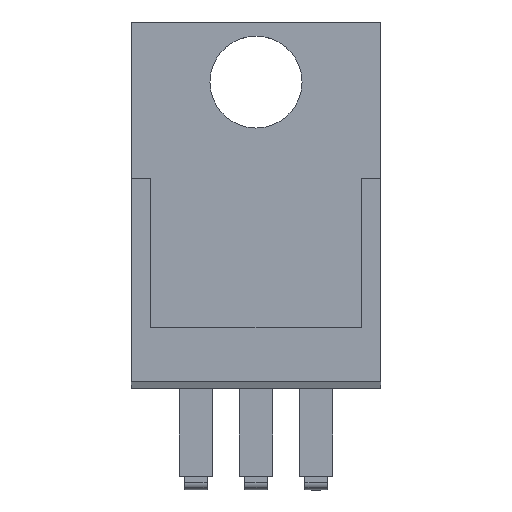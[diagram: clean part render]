
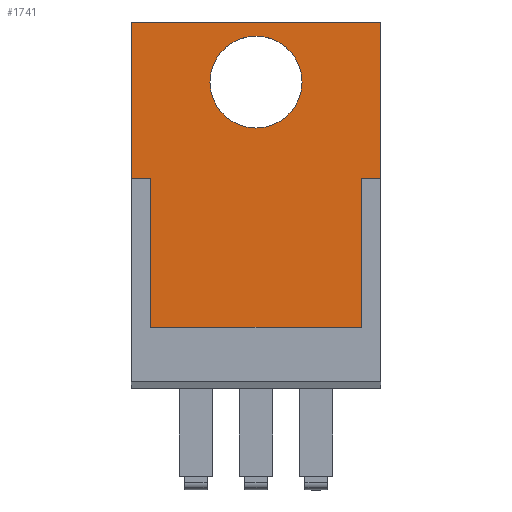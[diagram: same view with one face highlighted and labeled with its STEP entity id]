
A CAD part, top view. The second image highlights one B-rep face of the part: STEP entity #1741.
In plain terms, the highlighted planar face has unit normal (0, 0, 1).
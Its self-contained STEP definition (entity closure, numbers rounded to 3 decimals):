
#1393=CARTESIAN_POINT('',(0.,15.005,4.7));
#1394=VERTEX_POINT('',#1393);
#1403=CARTESIAN_POINT('',(0.,18.895,4.7));
#1404=VERTEX_POINT('',#1403);
#1405=CARTESIAN_POINT('',(0.,16.95,4.7));
#1406=DIRECTION('',(0.0,0.0,-1.0));
#1407=DIRECTION('',(0.0,-1.0,0.0));
#1408=AXIS2_PLACEMENT_3D('',#1405,#1406,#1407);
#1409=CIRCLE('',#1408,1.945);
#1410=EDGE_CURVE('',#1404,#1394,#1409,.T.);
#1444=CARTESIAN_POINT('',(0.,16.95,4.7));
#1445=DIRECTION('',(0.0,0.0,-1.0));
#1446=DIRECTION('',(0.0,-1.0,0.0));
#1447=AXIS2_PLACEMENT_3D('',#1444,#1445,#1446);
#1448=CIRCLE('',#1447,1.945);
#1449=EDGE_CURVE('',#1394,#1404,#1448,.T.);
#1459=CARTESIAN_POINT('',(-4.45,12.89,4.7));
#1460=VERTEX_POINT('',#1459);
#1469=CARTESIAN_POINT('',(-5.27,12.89,4.7));
#1470=VERTEX_POINT('',#1469);
#1471=CARTESIAN_POINT('',(-5.27,12.89,4.7));
#1472=DIRECTION('',(1.0,0.0,0.0));
#1473=VECTOR('',#1472,0.82);
#1474=LINE('',#1471,#1473);
#1475=EDGE_CURVE('',#1470,#1460,#1474,.T.);
#1493=CARTESIAN_POINT('',(5.27,12.89,4.7));
#1494=VERTEX_POINT('',#1493);
#1501=CARTESIAN_POINT('',(4.45,12.89,4.7));
#1502=VERTEX_POINT('',#1501);
#1503=CARTESIAN_POINT('',(4.45,12.89,4.7));
#1504=DIRECTION('',(1.0,0.0,0.0));
#1505=VECTOR('',#1504,0.82);
#1506=LINE('',#1503,#1505);
#1507=EDGE_CURVE('',#1502,#1494,#1506,.T.);
#1539=CARTESIAN_POINT('',(5.27,19.49,4.7));
#1540=VERTEX_POINT('',#1539);
#1547=CARTESIAN_POINT('',(5.27,12.89,4.7));
#1548=DIRECTION('',(0.0,1.0,0.0));
#1549=VECTOR('',#1548,6.6);
#1550=LINE('',#1547,#1549);
#1551=EDGE_CURVE('',#1494,#1540,#1550,.T.);
#1570=CARTESIAN_POINT('',(-5.27,19.49,4.7));
#1571=VERTEX_POINT('',#1570);
#1578=CARTESIAN_POINT('',(5.27,19.49,4.7));
#1579=DIRECTION('',(-1.0,0.0,0.0));
#1580=VECTOR('',#1579,10.54);
#1581=LINE('',#1578,#1580);
#1582=EDGE_CURVE('',#1540,#1571,#1581,.T.);
#1600=CARTESIAN_POINT('',(-5.27,19.49,4.7));
#1601=DIRECTION('',(0.0,-1.0,0.0));
#1602=VECTOR('',#1601,6.6);
#1603=LINE('',#1600,#1602);
#1604=EDGE_CURVE('',#1571,#1470,#1603,.T.);
#1639=CARTESIAN_POINT('',(-4.45,6.59,4.7));
#1640=VERTEX_POINT('',#1639);
#1647=CARTESIAN_POINT('',(-4.45,6.59,4.7));
#1648=DIRECTION('',(0.0,1.0,0.0));
#1649=VECTOR('',#1648,6.3);
#1650=LINE('',#1647,#1649);
#1651=EDGE_CURVE('',#1640,#1460,#1650,.T.);
#1670=CARTESIAN_POINT('',(4.45,6.59,4.7));
#1671=VERTEX_POINT('',#1670);
#1678=CARTESIAN_POINT('',(4.45,6.59,4.7));
#1679=DIRECTION('',(-1.0,0.0,0.0));
#1680=VECTOR('',#1679,8.9);
#1681=LINE('',#1678,#1680);
#1682=EDGE_CURVE('',#1671,#1640,#1681,.T.);
#1700=CARTESIAN_POINT('',(4.45,12.89,4.7));
#1701=DIRECTION('',(0.0,-1.0,0.0));
#1702=VECTOR('',#1701,6.3);
#1703=LINE('',#1700,#1702);
#1704=EDGE_CURVE('',#1502,#1671,#1703,.T.);
#1722=CARTESIAN_POINT('',(0.,9.74,4.7));
#1723=DIRECTION('',(0.0,0.0,-1.0));
#1724=DIRECTION('',(0.0,-1.0,0.0));
#1725=AXIS2_PLACEMENT_3D('',#1722,#1723,#1724);
#1726=PLANE('',#1725);
#1727=ORIENTED_EDGE('',*,*,#1651,.F.);
#1728=ORIENTED_EDGE('',*,*,#1682,.F.);
#1729=ORIENTED_EDGE('',*,*,#1704,.F.);
#1730=ORIENTED_EDGE('',*,*,#1507,.T.);
#1731=ORIENTED_EDGE('',*,*,#1551,.T.);
#1732=ORIENTED_EDGE('',*,*,#1582,.T.);
#1733=ORIENTED_EDGE('',*,*,#1604,.T.);
#1734=ORIENTED_EDGE('',*,*,#1475,.T.);
#1735=EDGE_LOOP('',(#1727,#1728,#1729,#1730,#1731,#1732,#1733,#1734));
#1736=FACE_OUTER_BOUND('',#1735,.T.);
#1737=ORIENTED_EDGE('',*,*,#1449,.T.);
#1738=ORIENTED_EDGE('',*,*,#1410,.T.);
#1739=EDGE_LOOP('',(#1737,#1738));
#1740=FACE_BOUND('',#1739,.T.);
#1741=ADVANCED_FACE('',(#1736,#1740),#1726,.F.);
